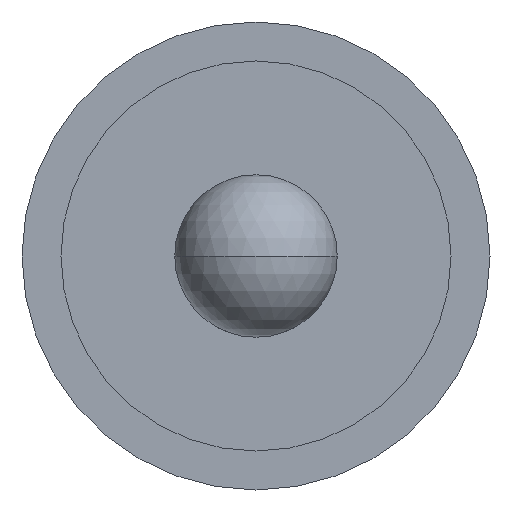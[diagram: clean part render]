
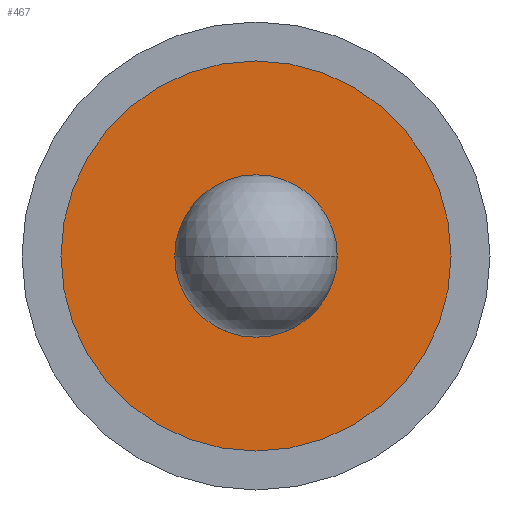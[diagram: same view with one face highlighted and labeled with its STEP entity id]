
A CAD part, left-side view. The second image highlights one B-rep face of the part: STEP entity #467.
In plain terms, the highlighted planar face has unit normal (-1, 0, 0).
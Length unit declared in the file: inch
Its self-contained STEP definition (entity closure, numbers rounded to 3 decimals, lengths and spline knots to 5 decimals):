
#18 = DIRECTION ( 'NONE',  ( 0., 0., -1. ) ) ;
#34 = FACE_OUTER_BOUND ( 'NONE', #428, .T. ) ;
#46 = CARTESIAN_POINT ( 'NONE',  ( 0.235, 0., -0.03 ) ) ;
#103 = EDGE_CURVE ( 'NONE', #635, #473, #592, .T. ) ;
#124 = DIRECTION ( 'NONE',  ( 0., 0., 1. ) ) ;
#144 = CARTESIAN_POINT ( 'NONE',  ( 0.235, 0., 0.0125 ) ) ;
#148 = DIRECTION ( 'NONE',  ( -1., 0., 0. ) ) ;
#165 = ORIENTED_EDGE ( 'NONE', *, *, #352, .F. ) ;
#183 = EDGE_CURVE ( 'NONE', #692, #219, #687, .T. ) ;
#187 = ORIENTED_EDGE ( 'NONE', *, *, #183, .T. ) ;
#192 = AXIS2_PLACEMENT_3D ( 'NONE', #665, #148, #606 ) ;
#212 = CARTESIAN_POINT ( 'NONE',  ( 0.235, 0., -0.0125 ) ) ;
#219 = VERTEX_POINT ( 'NONE', #46 ) ;
#235 = ORIENTED_EDGE ( 'NONE', *, *, #502, .T. ) ;
#244 = DIRECTION ( 'NONE',  ( -1., 0., 0. ) ) ;
#257 = AXIS2_PLACEMENT_3D ( 'NONE', #439, #556, #18 ) ;
#272 = DIRECTION ( 'NONE',  ( 0., 0., 1. ) ) ;
#330 = CARTESIAN_POINT ( 'NONE',  ( 0.235, 0., 0. ) ) ;
#332 = PLANE ( 'NONE',  #257 ) ;
#344 = CIRCLE ( 'NONE', #368, 0.0125 ) ;
#352 = EDGE_CURVE ( 'NONE', #473, #635, #344, .T. ) ;
#368 = AXIS2_PLACEMENT_3D ( 'NONE', #741, #244, #124 ) ;
#411 = EDGE_LOOP ( 'NONE', ( #165, #493 ) ) ;
#413 = CIRCLE ( 'NONE', #192, 0.03 ) ;
#428 = EDGE_LOOP ( 'NONE', ( #187, #235 ) ) ;
#429 = CARTESIAN_POINT ( 'NONE',  ( 0.235, 0., 0.03 ) ) ;
#439 = CARTESIAN_POINT ( 'NONE',  ( 0.235, 0.0125, 0. ) ) ;
#467 = ADVANCED_FACE ( 'NONE', ( #550, #34 ), #332, .F. ) ;
#473 = VERTEX_POINT ( 'NONE', #144 ) ;
#485 = AXIS2_PLACEMENT_3D ( 'NONE', #330, #667, #272 ) ;
#493 = ORIENTED_EDGE ( 'NONE', *, *, #103, .F. ) ;
#502 = EDGE_CURVE ( 'NONE', #219, #692, #413, .T. ) ;
#550 = FACE_BOUND ( 'NONE', #411, .T. ) ;
#556 = DIRECTION ( 'NONE',  ( 1., 0., 0. ) ) ;
#592 = CIRCLE ( 'NONE', #722, 0.0125 ) ;
#605 = CARTESIAN_POINT ( 'NONE',  ( 0.235, 0., 0. ) ) ;
#606 = DIRECTION ( 'NONE',  ( 0., 0., 1. ) ) ;
#613 = DIRECTION ( 'NONE',  ( 0., 0., 1. ) ) ;
#635 = VERTEX_POINT ( 'NONE', #212 ) ;
#653 = DIRECTION ( 'NONE',  ( -1., 0., 0. ) ) ;
#665 = CARTESIAN_POINT ( 'NONE',  ( 0.235, 0., 0. ) ) ;
#667 = DIRECTION ( 'NONE',  ( -1., 0., 0. ) ) ;
#687 = CIRCLE ( 'NONE', #485, 0.03 ) ;
#692 = VERTEX_POINT ( 'NONE', #429 ) ;
#722 = AXIS2_PLACEMENT_3D ( 'NONE', #605, #653, #613 ) ;
#741 = CARTESIAN_POINT ( 'NONE',  ( 0.235, 0., 0. ) ) ;
